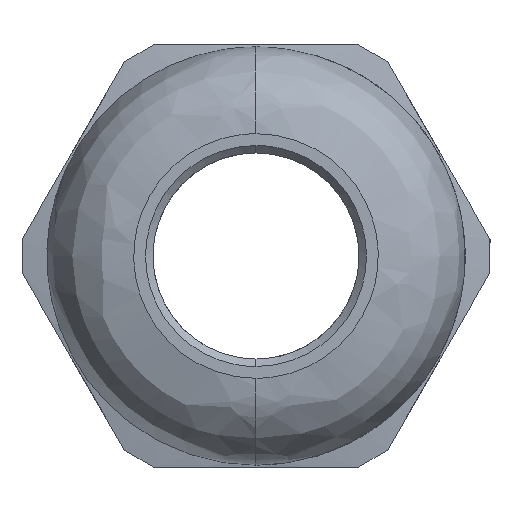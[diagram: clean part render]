
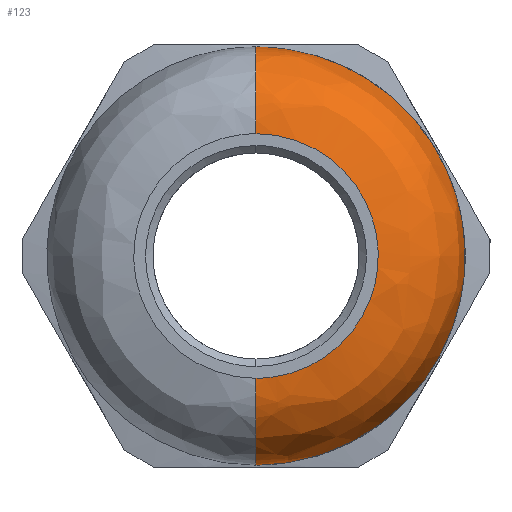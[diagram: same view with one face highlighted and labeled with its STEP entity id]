
A CAD part, left-side view. The second image highlights one B-rep face of the part: STEP entity #123.
In plain terms, the highlighted free-form (B-spline) face has degree [2, 2] with [9, 9] control points.
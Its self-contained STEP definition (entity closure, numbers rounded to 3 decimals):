
#123=ADVANCED_FACE('',(#225),#1512,.T.);
#225=FACE_OUTER_BOUND('',#336,.T.);
#336=EDGE_LOOP('',(#608,#609,#610,#611));
#608=ORIENTED_EDGE('',*,*,#994,.F.);
#609=ORIENTED_EDGE('',*,*,#993,.T.);
#610=ORIENTED_EDGE('',*,*,#995,.F.);
#611=ORIENTED_EDGE('',*,*,#996,.T.);
#993=EDGE_CURVE('',#1394,#1395,#1215,.T.);
#994=EDGE_CURVE('',#1394,#1396,#1216,.T.);
#995=EDGE_CURVE('',#1397,#1395,#1217,.T.);
#996=EDGE_CURVE('',#1397,#1396,#1218,.T.);
#1215=(
BOUNDED_CURVE()
B_SPLINE_CURVE(2,(#3552,#3553,#3554,#3555,#3556),.UNSPECIFIED.,.F.,.F.)
B_SPLINE_CURVE_WITH_KNOTS((3,2,3),(7.736,15.472,23.209),
 .UNSPECIFIED.)
CURVE()
GEOMETRIC_REPRESENTATION_ITEM()
RATIONAL_B_SPLINE_CURVE((1.,0.707,1.,0.707,1.))
REPRESENTATION_ITEM('')
);
#1216=(
BOUNDED_CURVE()
B_SPLINE_CURVE(2,(#3557,#3558,#3559),.UNSPECIFIED.,.F.,.F.)
B_SPLINE_CURVE_WITH_KNOTS((3,3),(0.,5.498),.UNSPECIFIED.)
CURVE()
GEOMETRIC_REPRESENTATION_ITEM()
RATIONAL_B_SPLINE_CURVE((1.,0.707,1.))
REPRESENTATION_ITEM('')
);
#1217=(
BOUNDED_CURVE()
B_SPLINE_CURVE(2,(#3560,#3561,#3562),.UNSPECIFIED.,.F.,.F.)
B_SPLINE_CURVE_WITH_KNOTS((3,3),(-5.498,0.),.UNSPECIFIED.)
CURVE()
GEOMETRIC_REPRESENTATION_ITEM()
RATIONAL_B_SPLINE_CURVE((1.,0.707,1.))
REPRESENTATION_ITEM('')
);
#1218=(
BOUNDED_CURVE()
B_SPLINE_CURVE(2,(#3563,#3564,#3565,#3566,#3567),.UNSPECIFIED.,.F.,.F.)
B_SPLINE_CURVE_WITH_KNOTS((3,2,3),(-15.472,-7.736,
0.),.UNSPECIFIED.)
CURVE()
GEOMETRIC_REPRESENTATION_ITEM()
RATIONAL_B_SPLINE_CURVE((1.,0.707,1.,0.707,1.))
REPRESENTATION_ITEM('')
);
#1394=VERTEX_POINT('',#3300);
#1395=VERTEX_POINT('',#3301);
#1396=VERTEX_POINT('',#3302);
#1397=VERTEX_POINT('',#3303);
#1512=(
BOUNDED_SURFACE()
B_SPLINE_SURFACE(2,2,((#2845,#2846,#2847,#2848,#2849,#2850,#2851,#2852,
#2853),(#2854,#2855,#2856,#2857,#2858,#2859,#2860,#2861,#2862),(#2863,#2864,
#2865,#2866,#2867,#2868,#2869,#2870,#2871),(#2872,#2873,#2874,#2875,#2876,
#2877,#2878,#2879,#2880),(#2881,#2882,#2883,#2884,#2885,#2886,#2887,#2888,
#2889),(#2890,#2891,#2892,#2893,#2894,#2895,#2896,#2897,#2898),(#2899,#2900,
#2901,#2902,#2903,#2904,#2905,#2906,#2907),(#2908,#2909,#2910,#2911,#2912,
#2913,#2914,#2915,#2916),(#2917,#2918,#2919,#2920,#2921,#2922,#2923,#2924,
#2925)),.UNSPECIFIED.,.T.,.F.,.F.)
B_SPLINE_SURFACE_WITH_KNOTS((3,2,2,2,3),(3,2,2,2,3),(0.,7.736,
15.472,23.209,30.945),(0.,5.498,
10.996,16.493,21.991),.UNSPECIFIED.)
GEOMETRIC_REPRESENTATION_ITEM()
RATIONAL_B_SPLINE_SURFACE(((1.,0.707,1.,0.707,1.,
0.707,1.,0.707,1.),(0.707,0.5,0.707,
0.5,0.707,0.5,0.707,0.5,0.707),(1.,
0.707,1.,0.707,1.,0.707,1.,0.707,
1.),(0.707,0.5,0.707,0.5,0.707,0.5,
0.707,0.5,0.707),(1.,0.707,1.,0.707,
1.,0.707,1.,0.707,1.),(0.707,0.5,0.707,
0.5,0.707,0.5,0.707,0.5,0.707),(1.,
0.707,1.,0.707,1.,0.707,1.,0.707,
1.),(0.707,0.5,0.707,0.5,0.707,0.5,
0.707,0.5,0.707),(1.,0.707,1.,0.707,
1.,0.707,1.,0.707,1.)))
REPRESENTATION_ITEM('')
SURFACE()
);
#2845=CARTESIAN_POINT('',(3.5,8.425,4.45));
#2846=CARTESIAN_POINT('',(0.,8.425,4.45));
#2847=CARTESIAN_POINT('',(0.,4.925,4.45));
#2848=CARTESIAN_POINT('',(0.,1.425,4.45));
#2849=CARTESIAN_POINT('',(3.5,1.425,4.45));
#2850=CARTESIAN_POINT('',(7.,1.425,4.45));
#2851=CARTESIAN_POINT('',(7.,4.925,4.45));
#2852=CARTESIAN_POINT('',(7.,8.425,4.45));
#2853=CARTESIAN_POINT('',(3.5,8.425,4.45));
#2854=CARTESIAN_POINT('',(3.5,8.425,-3.975));
#2855=CARTESIAN_POINT('',(0.,8.425,-3.975));
#2856=CARTESIAN_POINT('',(0.,4.925,-0.475));
#2857=CARTESIAN_POINT('',(0.,1.425,3.025));
#2858=CARTESIAN_POINT('',(3.5,1.425,3.025));
#2859=CARTESIAN_POINT('',(7.,1.425,3.025));
#2860=CARTESIAN_POINT('',(7.,4.925,-0.475));
#2861=CARTESIAN_POINT('',(7.,8.425,-3.975));
#2862=CARTESIAN_POINT('',(3.5,8.425,-3.975));
#2863=CARTESIAN_POINT('',(3.5,0.,-3.975));
#2864=CARTESIAN_POINT('',(0.,0.,-3.975));
#2865=CARTESIAN_POINT('',(0.,0.,-0.475));
#2866=CARTESIAN_POINT('',(0.,0.,3.025));
#2867=CARTESIAN_POINT('',(3.5,0.,3.025));
#2868=CARTESIAN_POINT('',(7.,0.,3.025));
#2869=CARTESIAN_POINT('',(7.,0.,-0.475));
#2870=CARTESIAN_POINT('',(7.,0.,-3.975));
#2871=CARTESIAN_POINT('',(3.5,0.,-3.975));
#2872=CARTESIAN_POINT('',(3.5,-8.425,-3.975));
#2873=CARTESIAN_POINT('',(0.,-8.425,-3.975));
#2874=CARTESIAN_POINT('',(0.,-4.925,-0.475));
#2875=CARTESIAN_POINT('',(0.,-1.425,3.025));
#2876=CARTESIAN_POINT('',(3.5,-1.425,3.025));
#2877=CARTESIAN_POINT('',(7.,-1.425,3.025));
#2878=CARTESIAN_POINT('',(7.,-4.925,-0.475));
#2879=CARTESIAN_POINT('',(7.,-8.425,-3.975));
#2880=CARTESIAN_POINT('',(3.5,-8.425,-3.975));
#2881=CARTESIAN_POINT('',(3.5,-8.425,4.45));
#2882=CARTESIAN_POINT('',(0.,-8.425,4.45));
#2883=CARTESIAN_POINT('',(0.,-4.925,4.45));
#2884=CARTESIAN_POINT('',(0.,-1.425,4.45));
#2885=CARTESIAN_POINT('',(3.5,-1.425,4.45));
#2886=CARTESIAN_POINT('',(7.,-1.425,4.45));
#2887=CARTESIAN_POINT('',(7.,-4.925,4.45));
#2888=CARTESIAN_POINT('',(7.,-8.425,4.45));
#2889=CARTESIAN_POINT('',(3.5,-8.425,4.45));
#2890=CARTESIAN_POINT('',(3.5,-8.425,12.875));
#2891=CARTESIAN_POINT('',(0.,-8.425,12.875));
#2892=CARTESIAN_POINT('',(0.,-4.925,9.375));
#2893=CARTESIAN_POINT('',(0.,-1.425,5.875));
#2894=CARTESIAN_POINT('',(3.5,-1.425,5.875));
#2895=CARTESIAN_POINT('',(7.,-1.425,5.875));
#2896=CARTESIAN_POINT('',(7.,-4.925,9.375));
#2897=CARTESIAN_POINT('',(7.,-8.425,12.875));
#2898=CARTESIAN_POINT('',(3.5,-8.425,12.875));
#2899=CARTESIAN_POINT('',(3.5,0.,12.875));
#2900=CARTESIAN_POINT('',(0.,0.,12.875));
#2901=CARTESIAN_POINT('',(0.,0.,9.375));
#2902=CARTESIAN_POINT('',(0.,0.,5.875));
#2903=CARTESIAN_POINT('',(3.5,0.,5.875));
#2904=CARTESIAN_POINT('',(7.,0.,5.875));
#2905=CARTESIAN_POINT('',(7.,0.,9.375));
#2906=CARTESIAN_POINT('',(7.,0.,12.875));
#2907=CARTESIAN_POINT('',(3.5,0.,12.875));
#2908=CARTESIAN_POINT('',(3.5,8.425,12.875));
#2909=CARTESIAN_POINT('',(0.,8.425,12.875));
#2910=CARTESIAN_POINT('',(0.,4.925,9.375));
#2911=CARTESIAN_POINT('',(0.,1.425,5.875));
#2912=CARTESIAN_POINT('',(3.5,1.425,5.875));
#2913=CARTESIAN_POINT('',(7.,1.425,5.875));
#2914=CARTESIAN_POINT('',(7.,4.925,9.375));
#2915=CARTESIAN_POINT('',(7.,8.425,12.875));
#2916=CARTESIAN_POINT('',(3.5,8.425,12.875));
#2917=CARTESIAN_POINT('',(3.5,8.425,4.45));
#2918=CARTESIAN_POINT('',(0.,8.425,4.45));
#2919=CARTESIAN_POINT('',(0.,4.925,4.45));
#2920=CARTESIAN_POINT('',(0.,1.425,4.45));
#2921=CARTESIAN_POINT('',(3.5,1.425,4.45));
#2922=CARTESIAN_POINT('',(7.,1.425,4.45));
#2923=CARTESIAN_POINT('',(7.,4.925,4.45));
#2924=CARTESIAN_POINT('',(7.,8.425,4.45));
#2925=CARTESIAN_POINT('',(3.5,8.425,4.45));
#3300=CARTESIAN_POINT('',(3.5,0.,-3.975));
#3301=CARTESIAN_POINT('',(3.5,0.,12.875));
#3302=CARTESIAN_POINT('',(0.,0.,-0.475));
#3303=CARTESIAN_POINT('',(0.,0.,9.375));
#3552=CARTESIAN_POINT('',(3.5,0.,-3.975));
#3553=CARTESIAN_POINT('',(3.5,-8.425,-3.975));
#3554=CARTESIAN_POINT('',(3.5,-8.425,4.45));
#3555=CARTESIAN_POINT('',(3.5,-8.425,12.875));
#3556=CARTESIAN_POINT('',(3.5,0.,12.875));
#3557=CARTESIAN_POINT('',(3.5,0.,-3.975));
#3558=CARTESIAN_POINT('',(0.,0.,-3.975));
#3559=CARTESIAN_POINT('',(0.,0.,-0.475));
#3560=CARTESIAN_POINT('',(0.,0.,9.375));
#3561=CARTESIAN_POINT('',(0.,0.,12.875));
#3562=CARTESIAN_POINT('',(3.5,0.,12.875));
#3563=CARTESIAN_POINT('',(0.,0.,9.375));
#3564=CARTESIAN_POINT('',(0.,-4.925,9.375));
#3565=CARTESIAN_POINT('',(0.,-4.925,4.45));
#3566=CARTESIAN_POINT('',(0.,-4.925,-0.475));
#3567=CARTESIAN_POINT('',(0.,0.,-0.475));
